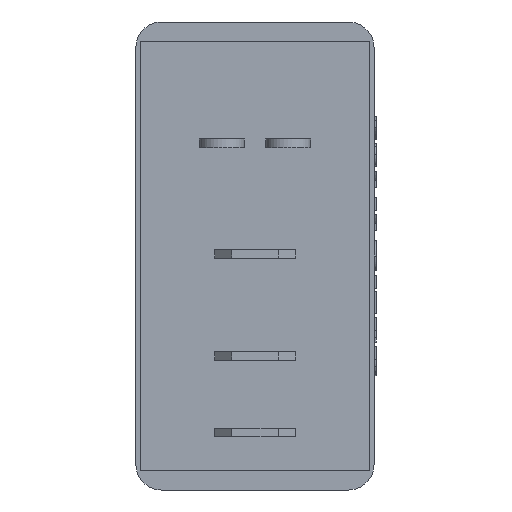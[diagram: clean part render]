
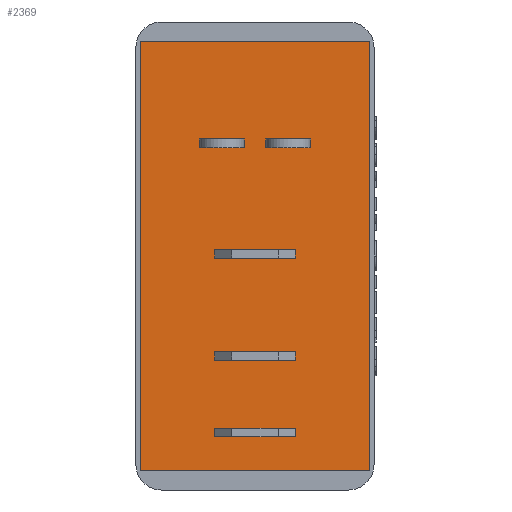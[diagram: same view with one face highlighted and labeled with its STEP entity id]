
A CAD part, front view. The second image highlights one B-rep face of the part: STEP entity #2369.
In plain terms, the highlighted planar face has unit normal (0, -1, 0).
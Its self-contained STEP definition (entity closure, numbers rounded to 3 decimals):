
#1323 = VERTEX_POINT ( 'NONE', #5814 ) ;
#1879 = DIRECTION ( 'NONE',  ( -1., 0., 0. ) ) ;
#2369 = ADVANCED_FACE ( 'NONE', ( #4579 ), #12953, .F. ) ;
#3534 = DIRECTION ( 'NONE',  ( 0., 0., 1. ) ) ;
#3570 = ORIENTED_EDGE ( 'NONE', *, *, #10849, .F. ) ;
#4075 = ORIENTED_EDGE ( 'NONE', *, *, #11642, .F. ) ;
#4083 = CARTESIAN_POINT ( 'NONE',  ( 6.75, -1.75, 12.625 ) ) ;
#4209 = VERTEX_POINT ( 'NONE', #7486 ) ;
#4579 = FACE_OUTER_BOUND ( 'NONE', #13987, .T. ) ;
#5188 = LINE ( 'NONE', #4083, #11122 ) ;
#5313 = EDGE_CURVE ( 'NONE', #4209, #12258, #10667, .T. ) ;
#5422 = VECTOR ( 'NONE', #11605, 1000. ) ;
#5759 = AXIS2_PLACEMENT_3D ( 'NONE', #12515, #12470, #12373 ) ;
#5772 = LINE ( 'NONE', #7067, #5422 ) ;
#5814 = CARTESIAN_POINT ( 'NONE',  ( -6.75, -1.75, 12.625 ) ) ;
#7067 = CARTESIAN_POINT ( 'NONE',  ( 6.75, -1.75, 12.625 ) ) ;
#7440 = ORIENTED_EDGE ( 'NONE', *, *, #9151, .F. ) ;
#7486 = CARTESIAN_POINT ( 'NONE',  ( 6.75, -1.75, -12.625 ) ) ;
#8032 = VECTOR ( 'NONE', #1879, 1000. ) ;
#8163 = CARTESIAN_POINT ( 'NONE',  ( 6.75, -1.75, 12.625 ) ) ;
#8486 = CARTESIAN_POINT ( 'NONE',  ( 6.75, -1.75, -12.625 ) ) ;
#8555 = VECTOR ( 'NONE', #3534, 1000. ) ;
#8573 = ORIENTED_EDGE ( 'NONE', *, *, #5313, .F. ) ;
#9151 = EDGE_CURVE ( 'NONE', #12258, #1323, #11539, .T. ) ;
#9334 = CARTESIAN_POINT ( 'NONE',  ( -6.75, -1.75, -12.625 ) ) ;
#10667 = LINE ( 'NONE', #8486, #8032 ) ;
#10849 = EDGE_CURVE ( 'NONE', #12256, #4209, #5772, .T. ) ;
#11071 = CARTESIAN_POINT ( 'NONE',  ( -6.75, -1.75, 12.625 ) ) ;
#11122 = VECTOR ( 'NONE', #11849, 1000. ) ;
#11539 = LINE ( 'NONE', #11071, #8555 ) ;
#11605 = DIRECTION ( 'NONE',  ( 0., 0., -1. ) ) ;
#11642 = EDGE_CURVE ( 'NONE', #1323, #12256, #5188, .T. ) ;
#11849 = DIRECTION ( 'NONE',  ( 1., 0., 0. ) ) ;
#12256 = VERTEX_POINT ( 'NONE', #8163 ) ;
#12258 = VERTEX_POINT ( 'NONE', #9334 ) ;
#12373 = DIRECTION ( 'NONE',  ( 0., 0., 1. ) ) ;
#12470 = DIRECTION ( 'NONE',  ( 0., 1., 0. ) ) ;
#12515 = CARTESIAN_POINT ( 'NONE',  ( -6.75, -1.75, -12.625 ) ) ;
#12953 = PLANE ( 'NONE',  #5759 ) ;
#13987 = EDGE_LOOP ( 'NONE', ( #7440, #8573, #3570, #4075 ) ) ;
